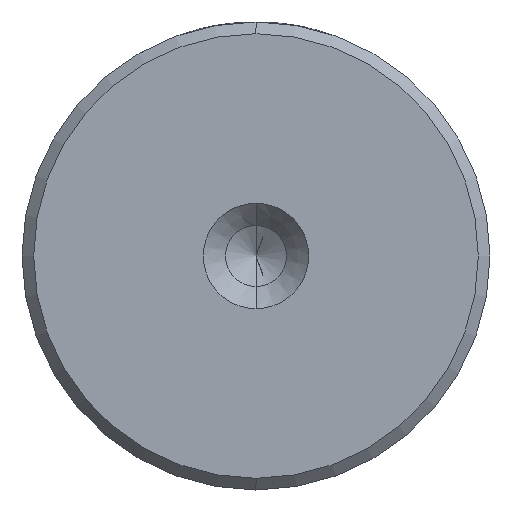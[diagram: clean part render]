
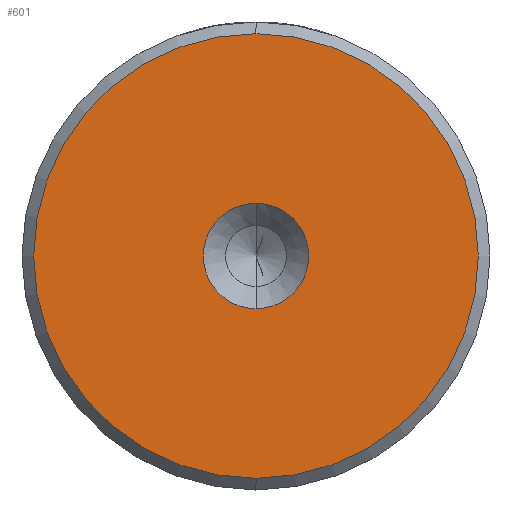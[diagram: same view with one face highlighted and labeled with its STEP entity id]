
A CAD part, left-side view. The second image highlights one B-rep face of the part: STEP entity #601.
In plain terms, the highlighted planar face has unit normal (-1, 0, 0).
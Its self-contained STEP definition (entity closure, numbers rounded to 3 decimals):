
#24 = ORIENTED_EDGE ( 'NONE', *, *, #2061, .F. ) ;
#49 = VERTEX_POINT ( 'NONE', #1812 ) ;
#76 = AXIS2_PLACEMENT_3D ( 'NONE', #1247, #143, #1426 ) ;
#118 = VERTEX_POINT ( 'NONE', #1382 ) ;
#143 = DIRECTION ( 'NONE',  ( -1., 0., 0. ) ) ;
#149 = VERTEX_POINT ( 'NONE', #2250 ) ;
#193 = DIRECTION ( 'NONE',  ( -1., 0., 0. ) ) ;
#268 = CIRCLE ( 'NONE', #1083, 9.5 ) ;
#308 = CARTESIAN_POINT ( 'NONE',  ( 0., 0., 0. ) ) ;
#440 = EDGE_LOOP ( 'NONE', ( #1840, #24 ) ) ;
#502 = DIRECTION ( 'NONE',  ( 0., 0., 1. ) ) ;
#601 = ADVANCED_FACE ( 'NONE', ( #1657, #1318 ), #1211, .T. ) ;
#615 = CARTESIAN_POINT ( 'NONE',  ( 0., 0., 0. ) ) ;
#752 = CARTESIAN_POINT ( 'NONE',  ( 0., 0., 0. ) ) ;
#796 = DIRECTION ( 'NONE',  ( 0., 0., 1. ) ) ;
#937 = DIRECTION ( 'NONE',  ( 0., 0., 1. ) ) ;
#942 = CIRCLE ( 'NONE', #76, 2.25 ) ;
#954 = AXIS2_PLACEMENT_3D ( 'NONE', #615, #1846, #796 ) ;
#977 = VERTEX_POINT ( 'NONE', #1340 ) ;
#993 = ORIENTED_EDGE ( 'NONE', *, *, #2045, .T. ) ;
#1083 = AXIS2_PLACEMENT_3D ( 'NONE', #752, #1983, #937 ) ;
#1200 = EDGE_CURVE ( 'NONE', #49, #118, #1525, .T. ) ;
#1211 = PLANE ( 'NONE',  #2145 ) ;
#1247 = CARTESIAN_POINT ( 'NONE',  ( 0., 0., 0. ) ) ;
#1248 = CIRCLE ( 'NONE', #1312, 2.25 ) ;
#1289 = CARTESIAN_POINT ( 'NONE',  ( 0., 0., 0. ) ) ;
#1312 = AXIS2_PLACEMENT_3D ( 'NONE', #1289, #193, #1465 ) ;
#1318 = FACE_BOUND ( 'NONE', #440, .T. ) ;
#1340 = CARTESIAN_POINT ( 'NONE',  ( 0., 0., -2.25 ) ) ;
#1382 = CARTESIAN_POINT ( 'NONE',  ( 0., 0., -9.5 ) ) ;
#1426 = DIRECTION ( 'NONE',  ( 0., 0., 1. ) ) ;
#1465 = DIRECTION ( 'NONE',  ( 0., 0., 1. ) ) ;
#1525 = CIRCLE ( 'NONE', #954, 9.5 ) ;
#1561 = DIRECTION ( 'NONE',  ( -1., 0., 0. ) ) ;
#1657 = FACE_OUTER_BOUND ( 'NONE', #2023, .T. ) ;
#1738 = ORIENTED_EDGE ( 'NONE', *, *, #1200, .T. ) ;
#1812 = CARTESIAN_POINT ( 'NONE',  ( 0., 0., 9.5 ) ) ;
#1840 = ORIENTED_EDGE ( 'NONE', *, *, #1937, .F. ) ;
#1846 = DIRECTION ( 'NONE',  ( -1., 0., 0. ) ) ;
#1937 = EDGE_CURVE ( 'NONE', #149, #977, #942, .T. ) ;
#1983 = DIRECTION ( 'NONE',  ( -1., 0., 0. ) ) ;
#2023 = EDGE_LOOP ( 'NONE', ( #993, #1738 ) ) ;
#2045 = EDGE_CURVE ( 'NONE', #118, #49, #268, .T. ) ;
#2061 = EDGE_CURVE ( 'NONE', #977, #149, #1248, .T. ) ;
#2145 = AXIS2_PLACEMENT_3D ( 'NONE', #308, #1561, #502 ) ;
#2250 = CARTESIAN_POINT ( 'NONE',  ( 0., 0., 2.25 ) ) ;
